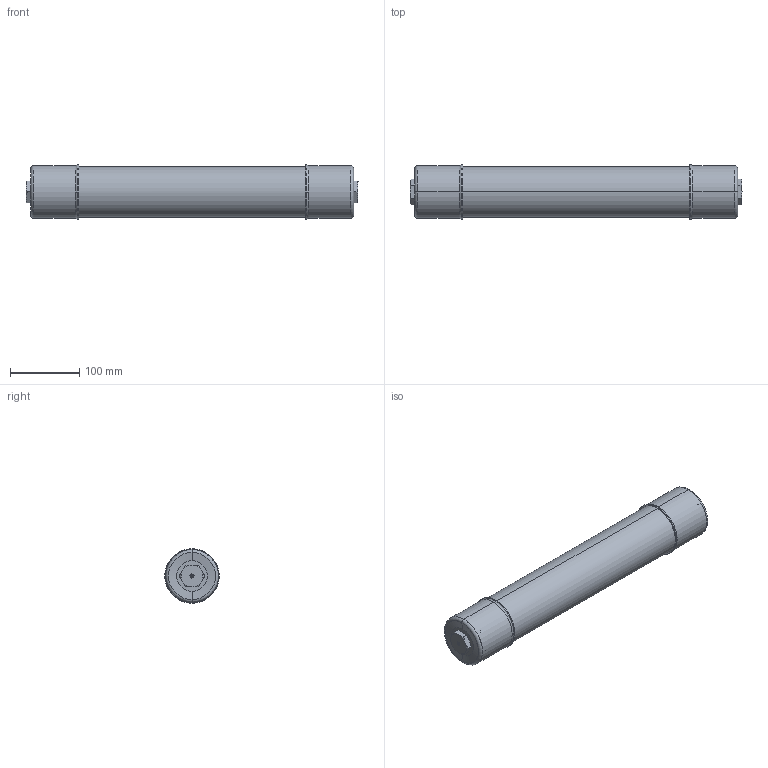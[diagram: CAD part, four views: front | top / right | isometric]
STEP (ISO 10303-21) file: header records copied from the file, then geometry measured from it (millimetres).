
FILE_DESCRIPTION (( 'STEP AP214' ), '1' );
FILE_NAME ('24392.STEP', '2024-06-11T19:57:04', ( '' ), ( '' ), 'SwSTEP 2.0', 'SolidWorks 2021', '' );
FILE_SCHEMA (( 'AUTOMOTIVE_DESIGN' ));
Length unit declared in the file: inch
Products named in the file (13): 36016_11378; 11378_CRIMPED; 150E RTV SEALER^340012; 340012_-001 SET; 9399_9399; 140018_-101; 11688; 210008_-001; 24392; 360023; 130078_-005
Assembly tree (11 placements, depth 3):
  11688
  24392
    360023
      130078_-005
    140018_-101
    140018_-101
    340012_-001 SET
      11378_CRIMPED
      210008_-001
      150E RTV SEALER^340012
    36016_11378
    9399_9399
    11688
Bounding box: 479.37 x 78.74 x 78.74 mm (x, y, z)
Volume: 399149.1 mm3; surface area: 293758.3 mm2
Topology: 9 solids, 9 shells, 219 faces, 541 edges, 337 vertices
Faces by surface type: cylinder 95, plane 58, cone 42, torus 18, sphere 6
Entity records: 9326 total; most frequent: CARTESIAN_POINT 2955, DIRECTION 1133, ORIENTED_EDGE 1066, EDGE_CURVE 533, AXIS2_PLACEMENT_3D 471, VERTEX_POINT 333, EDGE_LOOP 266, CIRCLE 236
